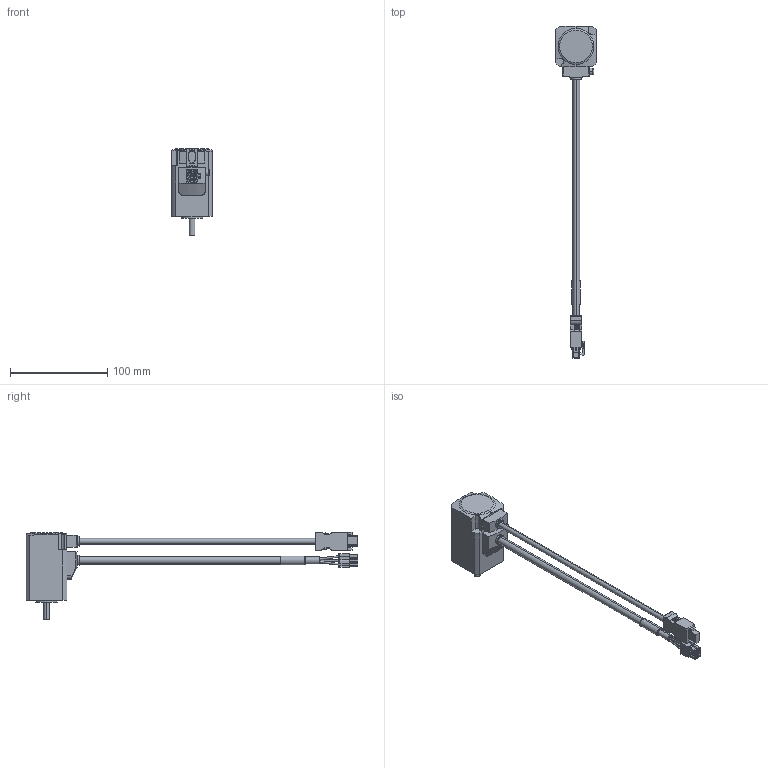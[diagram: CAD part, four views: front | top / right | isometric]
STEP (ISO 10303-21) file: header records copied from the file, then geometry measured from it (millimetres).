
FILE_DESCRIPTION (( 'STEP AP203' ), '1' );
FILE_NAME ('B1288.STEP', '2016-04-07T05:56:58', ( 'om' ), ( 'Hewlett-Packard Company' ), 'SwSTEP 2.0', 'SolidWorks 2014', '' );
FILE_SCHEMA (( 'CONFIG_CONTROL_DESIGN' ));
Length unit declared in the file: millimetre
Products named in the file (1): B1288
Bounding box: 42 x 342 x 90.4 mm (x, y, z)
Volume: 159690.4 mm3; surface area: 33884.8 mm2
Topology: 1 solids, 6 shells, 562 faces, 1478 edges, 957 vertices
Faces by surface type: plane 438, cylinder 86, cone 18, bspline 11, torus 7, sphere 2
Entity records: 18217 total; most frequent: CARTESIAN_POINT 4258, ORIENTED_EDGE 2940, DIRECTION 2725, EDGE_CURVE 1470, VECTOR 1205, LINE 1205, VERTEX_POINT 957, AXIS2_PLACEMENT_3D 760
